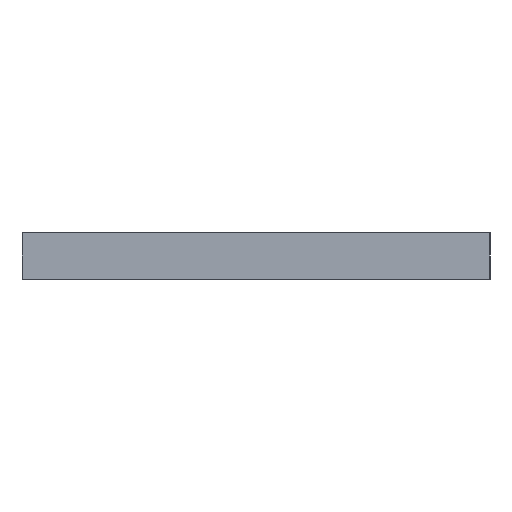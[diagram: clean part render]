
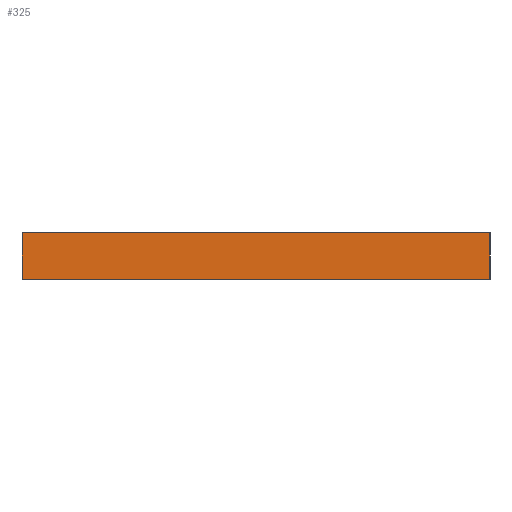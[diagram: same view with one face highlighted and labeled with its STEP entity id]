
A CAD part, left-side view. The second image highlights one B-rep face of the part: STEP entity #325.
In plain terms, the highlighted planar face has unit normal (-1, 0, 0).
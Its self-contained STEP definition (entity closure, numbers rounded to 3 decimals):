
#325=ADVANCED_FACE('',(#736),#737,.F.);
#736=FACE_OUTER_BOUND('',#1137,.T.);
#737=PLANE('',#1138);
#1137=EDGE_LOOP('',(#2122,#2123,#2124,#2125));
#1138=AXIS2_PLACEMENT_3D('',#2126,#2127,#2128);
#2122=ORIENTED_EDGE('',*,*,#2465,.T.);
#2123=ORIENTED_EDGE('',*,*,#2462,.F.);
#2124=ORIENTED_EDGE('',*,*,#2345,.F.);
#2125=ORIENTED_EDGE('',*,*,#2338,.F.);
#2126=CARTESIAN_POINT('',(0.0,20.0,2.0));
#2127=DIRECTION('',(1.0,0.0,0.0));
#2128=DIRECTION('',(0.0,0.0,-1.0));
#2338=EDGE_CURVE('',#2880,#2882,#2883,.T.);
#2345=EDGE_CURVE('',#2882,#2892,#2893,.T.);
#2462=EDGE_CURVE('',#2892,#3052,#3053,.T.);
#2465=EDGE_CURVE('',#2880,#3052,#3056,.T.);
#2880=VERTEX_POINT('',#3524);
#2882=VERTEX_POINT('',#3527);
#2883=LINE('',#3528,#3529);
#2892=VERTEX_POINT('',#3541);
#2893=LINE('',#3542,#3543);
#3052=VERTEX_POINT('',#3730);
#3053=LINE('',#3731,#3732);
#3056=LINE('',#3736,#3737);
#3524=CARTESIAN_POINT('',(0.0,40.0,4.0));
#3527=CARTESIAN_POINT('',(0.0,0.0,4.0));
#3528=CARTESIAN_POINT('',(0.0,20.0,4.0));
#3529=VECTOR('',#4238,1.0);
#3541=CARTESIAN_POINT('',(0.0,0.0,0.0));
#3542=CARTESIAN_POINT('',(0.0,0.0,2.0));
#3543=VECTOR('',#4245,1.0);
#3730=CARTESIAN_POINT('',(0.0,40.0,0.0));
#3731=CARTESIAN_POINT('',(0.0,20.0,0.0));
#3732=VECTOR('',#4463,1.0);
#3736=CARTESIAN_POINT('',(0.0,40.0,2.0));
#3737=VECTOR('',#4465,1.0);
#4238=DIRECTION('',(0.0,-1.0,0.0));
#4245=DIRECTION('',(0.0,0.0,-1.0));
#4463=DIRECTION('',(0.0,1.0,0.0));
#4465=DIRECTION('',(0.0,0.0,-1.0));
